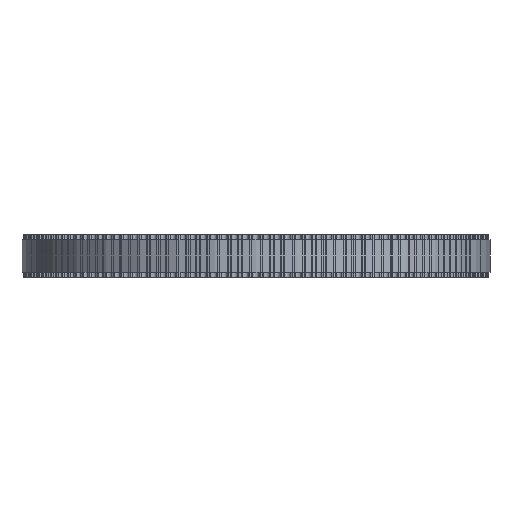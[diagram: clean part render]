
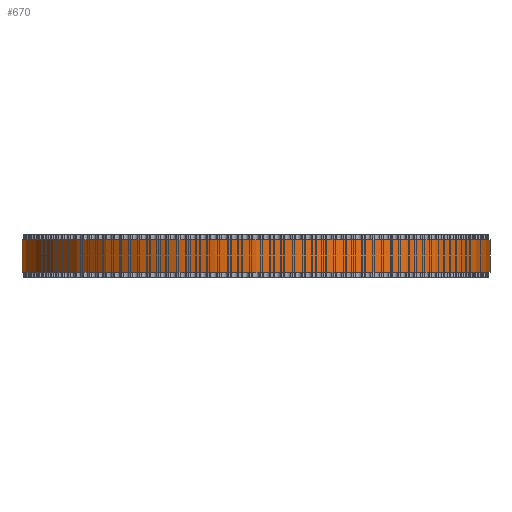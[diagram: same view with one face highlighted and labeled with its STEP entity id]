
A CAD part, front view. The second image highlights one B-rep face of the part: STEP entity #670.
In plain terms, the highlighted cylindrical face has radius 43.608 mm (diameter 87.217 mm), a full revolution.
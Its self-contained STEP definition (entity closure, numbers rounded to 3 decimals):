
#97=FACE_BOUND('',#2320,.T.);
#98=FACE_BOUND('',#2321,.T.);
#670=ADVANCED_FACE('',(#97,#98),#1219,.T.);
#1219=CYLINDRICAL_SURFACE('',#12199,43.608);
#2320=EDGE_LOOP('',(#6706));
#2321=EDGE_LOOP('',(#6707));
#6706=ORIENTED_EDGE('',*,*,#9450,.T.);
#6707=ORIENTED_EDGE('',*,*,#9451,.T.);
#7804=VERTEX_POINT('',#19340);
#7805=VERTEX_POINT('',#19342);
#9450=EDGE_CURVE('',#7804,#7804,#10548,.T.);
#9451=EDGE_CURVE('',#7805,#7805,#10549,.T.);
#10548=CIRCLE('',#12197,43.608);
#10549=CIRCLE('',#12198,43.608);
#12197=AXIS2_PLACEMENT_3D('',#19339,#16042,#16043);
#12198=AXIS2_PLACEMENT_3D('',#19341,#16044,#16045);
#12199=AXIS2_PLACEMENT_3D('',#19343,#16046,#16047);
#16042=DIRECTION('',(0.,0.,1.));
#16043=DIRECTION('',(1.,0.,0.));
#16044=DIRECTION('',(0.,0.,-1.));
#16045=DIRECTION('',(1.,0.,0.));
#16046=DIRECTION('',(0.,0.,1.));
#16047=DIRECTION('',(1.,0.,0.));
#19339=CARTESIAN_POINT('',(0.,0.,1.));
#19340=CARTESIAN_POINT('',(43.608,0.,1.));
#19341=CARTESIAN_POINT('',(0.,0.,7.));
#19342=CARTESIAN_POINT('',(43.608,0.,7.));
#19343=CARTESIAN_POINT('',(0.,0.,1.));
